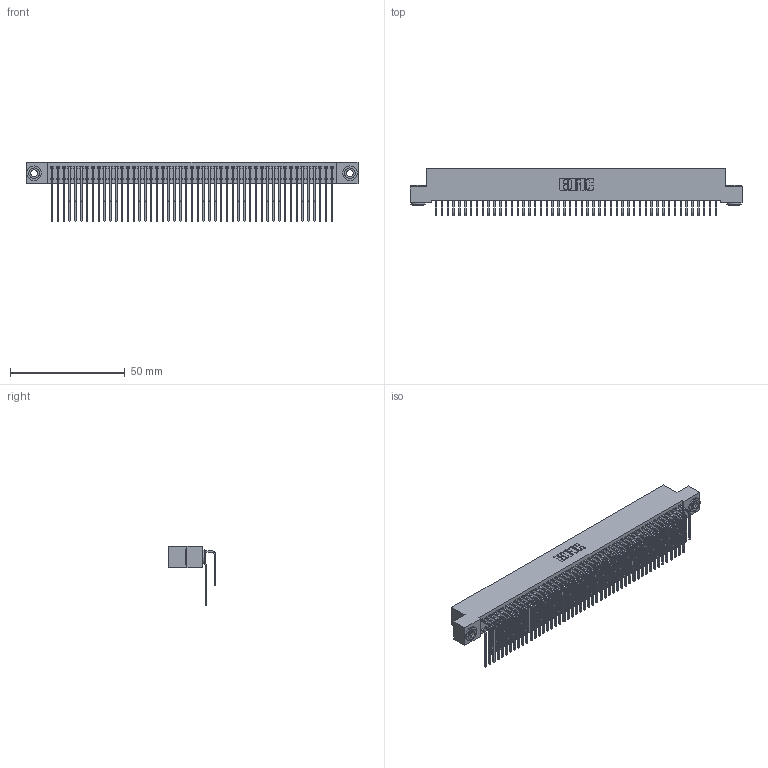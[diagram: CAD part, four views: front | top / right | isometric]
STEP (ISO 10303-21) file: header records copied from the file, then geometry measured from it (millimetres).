
FILE_DESCRIPTION (( 'STEP AP203' ), '1' );
FILE_NAME ('342-098-559-203.STEP', '2019-10-04T17:01:31', ( '' ), ( '' ), 'SwSTEP 2.0', 'SolidWorks 2016', '' );
FILE_SCHEMA (( 'CONFIG_CONTROL_DESIGN' ));
Length unit declared in the file: inch
Products named in the file (5): 342 Part_.156 TH; 345-292-001_558 559 Tail - 1; 345-292-001_559 Tail - 2; 342-250-002_345-250-002-102; 342-098-559-203
Assembly tree (101 placements, depth 2):
  342-098-559-203
    342 Part_.156 TH
    345-292-001_558 559 Tail - 1  x49
    345-292-001_559 Tail - 2  x49
    342-250-002_345-250-002-102  x2
Bounding box: 144.78 x 20.64 x 25.78 mm (x, y, z)
Volume: 13629.7 mm3; surface area: 25129.8 mm2
Topology: 101 solids, 101 shells, 5440 faces, 16153 edges, 10634 vertices
Faces by surface type: plane 3800, cylinder 1632, cone 8
Entity records: 32920 total; most frequent: CARTESIAN_POINT 5472, ORIENTED_EDGE 5350, DIRECTION 4677, EDGE_CURVE 2675, VECTOR 2483, LINE 2483, VERTEX_POINT 1778, AXIS2_PLACEMENT_3D 1097
